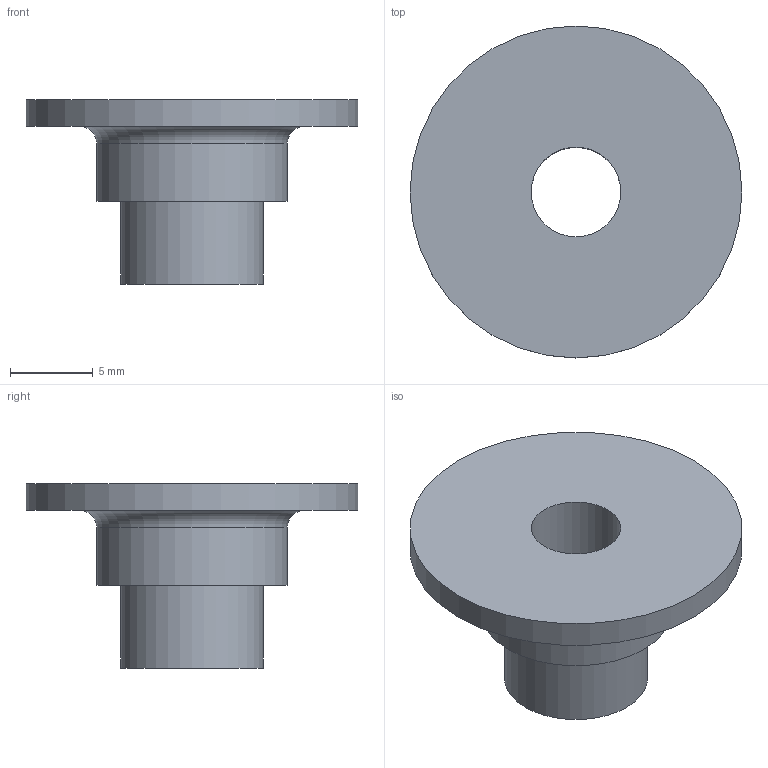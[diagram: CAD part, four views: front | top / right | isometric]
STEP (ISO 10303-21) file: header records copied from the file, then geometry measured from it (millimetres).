
FILE_DESCRIPTION(/* description */ (''),/* implementation_level */ '2;1');
FILE_NAME(/* name */ 'half_shaft_B.step',/* time_stamp */ '2021-11-10T02:25:25+08:00',/* author */ (''),/* organization */ (''),/* preprocessor_version */ 'ST-DEVELOPER v18.1',/* originating_system */ 'Autodesk Translation Framework v10.10.0.1391',/* authorisation */ '');
FILE_SCHEMA (('AUTOMOTIVE_DESIGN { 1 0 10303 214 3 1 1 }'));
Length unit declared in the file: millimetre
Products named in the file (1): half_shaft_B
Bounding box: 20 x 20 x 11.1 mm (x, y, z)
Volume: 1014.3 mm3; surface area: 1154 mm2
Topology: 1 solids, 1 shells, 9 faces, 15 edges, 10 vertices
Faces by surface type: plane 4, cylinder 4, torus 1
Full cylindrical faces by diameter (mm): 5.4 x1, 8.6 x1, 11.5 x1, 20 x1
Entity records: 257 total; most frequent: DIRECTION 46, CARTESIAN_POINT 35, ORIENTED_EDGE 30, AXIS2_PLACEMENT_3D 21, EDGE_CURVE 15, EDGE_LOOP 13, CIRCLE 11, VERTEX_POINT 10
